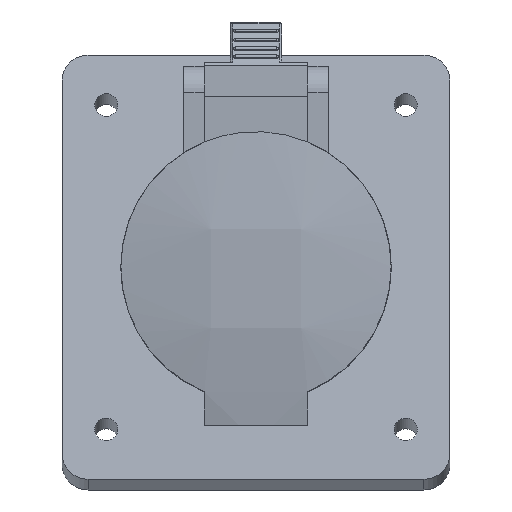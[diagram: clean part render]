
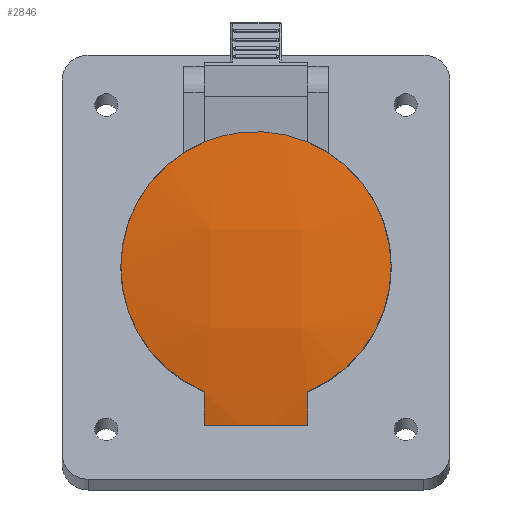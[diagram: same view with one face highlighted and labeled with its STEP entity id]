
A CAD part, top view. The second image highlights one B-rep face of the part: STEP entity #2846.
In plain terms, the highlighted free-form (B-spline) face has degree [3, 3] with [4, 4] control points.
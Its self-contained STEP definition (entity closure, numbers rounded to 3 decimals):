
#111 = CARTESIAN_POINT ( 'NONE',  ( 10., -30.65, 38.494 ) ) ;
#126 = DIRECTION ( 'NONE',  ( 0., 0., 1. ) ) ;
#293 = CARTESIAN_POINT ( 'NONE',  ( 10., -26.334, 39.348 ) ) ;
#566 = CARTESIAN_POINT ( 'NONE',  ( 26.713, 7.591, 40.668 ) ) ;
#654 = CARTESIAN_POINT ( 'NONE',  ( -8.999, 7.591, 43.851 ) ) ;
#858 = CARTESIAN_POINT ( 'NONE',  ( 0., -30.65, -108. ) ) ;
#873 = CARTESIAN_POINT ( 'NONE',  ( -4.653, 25.734, 39.703 ) ) ;
#956 = CARTESIAN_POINT ( 'NONE',  ( -4.233, 25.806, 39.703 ) ) ;
#1209 = CARTESIAN_POINT ( 'NONE',  ( 0.432, 26.15, 39.703 ) ) ;
#1705 = CIRCLE ( 'NONE', #8162, 26.15 ) ;
#1796 = CARTESIAN_POINT ( 'NONE',  ( -26.107, 26.61, 37.294 ) ) ;
#1907 = CARTESIAN_POINT ( 'NONE',  ( -10., -30.65, 38.494 ) ) ;
#1978 = CARTESIAN_POINT ( 'NONE',  ( -26.667, -11.732, 40.407 ) ) ;
#2165 = EDGE_CURVE ( 'NONE', #2174, #7029, #9283, .T. ) ;
#2174 = VERTEX_POINT ( 'NONE', #12365 ) ;
#2272 = CARTESIAN_POINT ( 'NONE',  ( 10., 24.162, 39.703 ) ) ;
#2290 = CARTESIAN_POINT ( 'NONE',  ( 5.528, 25.563, 39.703 ) ) ;
#2459 = CARTESIAN_POINT ( 'NONE',  ( 0.862, 26.139, 39.703 ) ) ;
#2542 = CARTESIAN_POINT ( 'NONE',  ( 9.208, 24.49, 39.703 ) ) ;
#2846 = ADVANCED_FACE ( 'NONE', ( #14076 ), #14279, .T. ) ;
#3784 = CARTESIAN_POINT ( 'NONE',  ( 8.404, 24.778, 39.703 ) ) ;
#4060 = EDGE_CURVE ( 'NONE', #7029, #12144, #6727, .T. ) ;
#4585 = DIRECTION ( 'NONE',  ( 0., -1., 0. ) ) ;
#4655 = CARTESIAN_POINT ( 'NONE',  ( 26.667, -11.732, 40.407 ) ) ;
#4746 = CARTESIAN_POINT ( 'NONE',  ( 25.968, -30.65, 36.521 ) ) ;
#4869 = CARTESIAN_POINT ( 'NONE',  ( -2.969, 25.985, 39.703 ) ) ;
#4993 = ORIENTED_EDGE ( 'NONE', *, *, #5667, .T. ) ;
#5142 = EDGE_CURVE ( 'NONE', #9821, #2174, #14106, .T. ) ;
#5530 = DIRECTION ( 'NONE',  ( 0., -1., 0. ) ) ;
#5667 = EDGE_CURVE ( 'NONE', #7489, #10531, #1705, .T. ) ;
#5752 = ORIENTED_EDGE ( 'NONE', *, *, #4060, .T. ) ;
#6038 = CARTESIAN_POINT ( 'NONE',  ( -26.713, 7.591, 40.668 ) ) ;
#6196 = AXIS2_PLACEMENT_3D ( 'NONE', #13450, #126, #5530 ) ;
#6251 = CARTESIAN_POINT ( 'NONE',  ( -0.85, 26.15, 39.703 ) ) ;
#6546 = CARTESIAN_POINT ( 'NONE',  ( -10., -26.334, 39.348 ) ) ;
#6586 = CARTESIAN_POINT ( 'NONE',  ( -1.7, 26.109, 39.703 ) ) ;
#6665 = CARTESIAN_POINT ( 'NONE',  ( -10., -30.65, 38.494 ) ) ;
#6727 = CIRCLE ( 'NONE', #6196, 26.15 ) ;
#6942 = CARTESIAN_POINT ( 'NONE',  ( -10., -24.162, 39.703 ) ) ;
#7029 = VERTEX_POINT ( 'NONE', #15270 ) ;
#7039 = AXIS2_PLACEMENT_3D ( 'NONE', #858, #8694, #10031 ) ;
#7344 = CARTESIAN_POINT ( 'NONE',  ( 8.999, 7.591, 43.851 ) ) ;
#7489 = VERTEX_POINT ( 'NONE', #7768 ) ;
#7768 = CARTESIAN_POINT ( 'NONE',  ( -10., 24.162, 39.703 ) ) ;
#7856 = CARTESIAN_POINT ( 'NONE',  ( -10., -24.162, 39.703 ) ) ;
#7900 = CARTESIAN_POINT ( 'NONE',  ( 3.418, 25.94, 39.703 ) ) ;
#8122 = EDGE_CURVE ( 'NONE', #10531, #9821, #14111, .T. ) ;
#8162 = AXIS2_PLACEMENT_3D ( 'NONE', #11262, #16601, #4585 ) ;
#8489 = CARTESIAN_POINT ( 'NONE',  ( 8.983, -11.732, 43.585 ) ) ;
#8583 = CARTESIAN_POINT ( 'NONE',  ( 8.748, -30.65, 39.615 ) ) ;
#8694 = DIRECTION ( 'NONE',  ( 0., 1., 0. ) ) ;
#8855 = CARTESIAN_POINT ( 'NONE',  ( -8.795, 26.61, 40.405 ) ) ;
#9074 = CARTESIAN_POINT ( 'NONE',  ( -10., 24.162, 39.703 ) ) ;
#9167 = CARTESIAN_POINT ( 'NONE',  ( 7.181, 25.149, 39.703 ) ) ;
#9283 = B_SPLINE_CURVE_WITH_KNOTS ( 'NONE', 3,
 ( #111, #16058, #293, #11064 ),
 .UNSPECIFIED., .F., .F.,
 ( 4, 4 ),
 ( 0., 0.007 ),
 .UNSPECIFIED. ) ;
#9821 = VERTEX_POINT ( 'NONE', #6665 ) ;
#9831 = CARTESIAN_POINT ( 'NONE',  ( -8.983, -11.732, 43.585 ) ) ;
#10031 = DIRECTION ( 'NONE',  ( 0., 0., -1. ) ) ;
#10039 = ORIENTED_EDGE ( 'NONE', *, *, #8122, .T. ) ;
#10235 = CARTESIAN_POINT ( 'NONE',  ( 4.265, 25.814, 39.703 ) ) ;
#10415 = CARTESIAN_POINT ( 'NONE',  ( 1.716, 26.097, 39.703 ) ) ;
#10531 = VERTEX_POINT ( 'NONE', #6942 ) ;
#10844 = EDGE_CURVE ( 'NONE', #12144, #7489, #10896, .T. ) ;
#10896 = B_SPLINE_CURVE_WITH_KNOTS ( 'NONE', 3,
 ( #15577, #2542, #3784, #9167, #14544, #14376, #2290, #10235, #7900, #13297, #10415, #2459, #1209, #6251, #6586, #4869, #12943, #13024, #956, #873, #15750, #13118, #11636, #9074 ),
 .UNSPECIFIED., .F., .F.,
 ( 4, 2, 2, 2, 2, 2, 2, 2, 2, 2, 2, 4 ),
 ( 0., 0.125, 0.187, 0.25, 0.375, 0.437, 0.5, 0.625, 0.688, 0.719, 0.75, 1. ),
 .UNSPECIFIED. ) ;
#11064 = CARTESIAN_POINT ( 'NONE',  ( 10., -24.162, 39.703 ) ) ;
#11262 = CARTESIAN_POINT ( 'NONE',  ( 0., 0., 39.703 ) ) ;
#11424 = CARTESIAN_POINT ( 'NONE',  ( 26.107, 26.61, 37.294 ) ) ;
#11636 = CARTESIAN_POINT ( 'NONE',  ( -8.405, 24.823, 39.703 ) ) ;
#11801 = ORIENTED_EDGE ( 'NONE', *, *, #10844, .T. ) ;
#11933 = CARTESIAN_POINT ( 'NONE',  ( -10., -28.496, 38.945 ) ) ;
#12144 = VERTEX_POINT ( 'NONE', #2272 ) ;
#12365 = CARTESIAN_POINT ( 'NONE',  ( 10., -30.65, 38.494 ) ) ;
#12943 = CARTESIAN_POINT ( 'NONE',  ( -3.391, 25.933, 39.703 ) ) ;
#13024 = CARTESIAN_POINT ( 'NONE',  ( -4.022, 25.84, 39.703 ) ) ;
#13118 = CARTESIAN_POINT ( 'NONE',  ( -6.763, 25.319, 39.703 ) ) ;
#13297 = CARTESIAN_POINT ( 'NONE',  ( 2.143, 26.066, 39.703 ) ) ;
#13450 = CARTESIAN_POINT ( 'NONE',  ( 0., 0., 39.703 ) ) ;
#13983 = CARTESIAN_POINT ( 'NONE',  ( -8.748, -30.65, 39.615 ) ) ;
#14076 = FACE_OUTER_BOUND ( 'NONE', #16312, .T. ) ;
#14106 = CIRCLE ( 'NONE', #7039, 146.835 ) ;
#14111 = B_SPLINE_CURVE_WITH_KNOTS ( 'NONE', 3,
 ( #7856, #6546, #11933, #1907 ),
 .UNSPECIFIED., .F., .F.,
 ( 4, 4 ),
 ( 0., 0.007 ),
 .UNSPECIFIED. ) ;
#14160 = CARTESIAN_POINT ( 'NONE',  ( -25.968, -30.65, 36.521 ) ) ;
#14279 =( BOUNDED_SURFACE ( )  B_SPLINE_SURFACE ( 3, 3, ( 
 ( #4746, #8583, #13983, #14160 ),
 ( #4655, #8489, #9831, #1978 ),
 ( #566, #7344, #654, #6038 ),
 ( #11424, #15537, #8855, #1796 ) ),
 .UNSPECIFIED., .F., .F., .T. ) 
 B_SPLINE_SURFACE_WITH_KNOTS ( ( 4, 4 ),
 ( 4, 4 ),
 ( 0., 1. ),
 ( 0., 1. ),
 .UNSPECIFIED. ) 
 GEOMETRIC_REPRESENTATION_ITEM ( )  RATIONAL_B_SPLINE_SURFACE ( (
 ( 1., 0.989, 0.989, 1.),
 ( 0.988, 0.977, 0.977, 0.988),
 ( 0.988, 0.977, 0.977, 0.988),
 ( 1., 0.989, 0.989, 1.) ) ) 
 REPRESENTATION_ITEM ( '' )  SURFACE ( )  );
#14376 = CARTESIAN_POINT ( 'NONE',  ( 5.943, 25.469, 39.703 ) ) ;
#14544 = CARTESIAN_POINT ( 'NONE',  ( 6.77, 25.262, 39.703 ) ) ;
#15270 = CARTESIAN_POINT ( 'NONE',  ( 10., -24.162, 39.703 ) ) ;
#15281 = ORIENTED_EDGE ( 'NONE', *, *, #2165, .T. ) ;
#15479 = ORIENTED_EDGE ( 'NONE', *, *, #5142, .T. ) ;
#15537 = CARTESIAN_POINT ( 'NONE',  ( 8.795, 26.61, 40.405 ) ) ;
#15577 = CARTESIAN_POINT ( 'NONE',  ( 10., 24.162, 39.703 ) ) ;
#15750 = CARTESIAN_POINT ( 'NONE',  ( -4.861, 25.695, 39.703 ) ) ;
#16058 = CARTESIAN_POINT ( 'NONE',  ( 10., -28.496, 38.945 ) ) ;
#16312 = EDGE_LOOP ( 'NONE', ( #15479, #15281, #5752, #11801, #4993, #10039 ) ) ;
#16601 = DIRECTION ( 'NONE',  ( 0., 0., 1. ) ) ;
